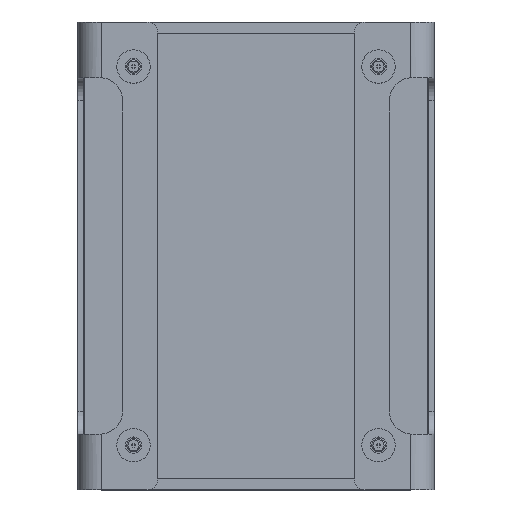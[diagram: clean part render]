
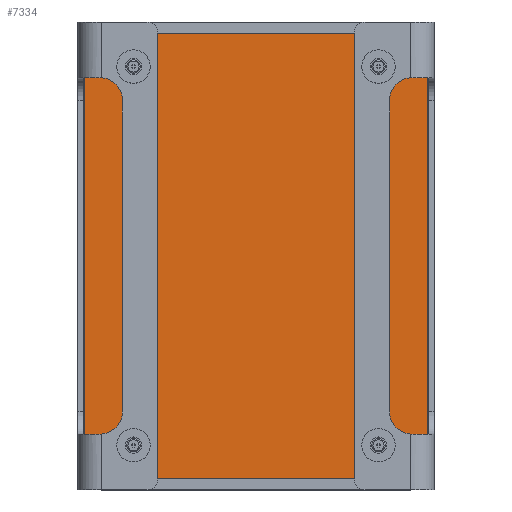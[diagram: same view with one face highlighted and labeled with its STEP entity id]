
A CAD part, top view. The second image highlights one B-rep face of the part: STEP entity #7334.
In plain terms, the highlighted face is planar.
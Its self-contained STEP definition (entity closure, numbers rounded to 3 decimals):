
#1960=CARTESIAN_POINT('',(-56.23,-85.,0.0));
#1961=VERTEX_POINT('',#1960);
#1962=CARTESIAN_POINT('',(-55.0,-85.,0.0));
#1963=DIRECTION('',(0.0,0.0,1.0));
#1964=DIRECTION('',(1.0,0.0,0.0));
#1965=AXIS2_PLACEMENT_3D('',#1962,#1963,#1964);
#1966=CIRCLE('',#1965,1.23);
#1967=EDGE_CURVE('',#1961,#1961,#1966,.T.);
#1988=CARTESIAN_POINT('',(-56.23,85.,0.0));
#1989=VERTEX_POINT('',#1988);
#1990=CARTESIAN_POINT('',(-55.0,85.,0.0));
#1991=DIRECTION('',(0.0,0.0,1.0));
#1992=DIRECTION('',(1.0,0.0,0.0));
#1993=AXIS2_PLACEMENT_3D('',#1990,#1991,#1992);
#1994=CIRCLE('',#1993,1.23);
#1995=EDGE_CURVE('',#1989,#1989,#1994,.T.);
#2016=CARTESIAN_POINT('',(53.77,85.0,0.0));
#2017=VERTEX_POINT('',#2016);
#2018=CARTESIAN_POINT('',(55.0,85.0,0.0));
#2019=DIRECTION('',(0.0,0.0,1.0));
#2020=DIRECTION('',(1.0,0.0,0.0));
#2021=AXIS2_PLACEMENT_3D('',#2018,#2019,#2020);
#2022=CIRCLE('',#2021,1.23);
#2023=EDGE_CURVE('',#2017,#2017,#2022,.T.);
#2044=CARTESIAN_POINT('',(53.77,-85.0,0.0));
#2045=VERTEX_POINT('',#2044);
#2046=CARTESIAN_POINT('',(55.0,-85.0,0.0));
#2047=DIRECTION('',(0.0,0.0,1.0));
#2048=DIRECTION('',(1.0,0.0,0.0));
#2049=AXIS2_PLACEMENT_3D('',#2046,#2047,#2048);
#2050=CIRCLE('',#2049,1.23);
#2051=EDGE_CURVE('',#2045,#2045,#2050,.T.);
#6195=CARTESIAN_POINT('',(77.2,-100.,0.0));
#6196=VERTEX_POINT('',#6195);
#6203=CARTESIAN_POINT('',(77.2,100.0,0.0));
#6204=VERTEX_POINT('',#6203);
#6205=CARTESIAN_POINT('',(77.2,100.0,0.0));
#6206=DIRECTION('',(0.0,-1.0,0.0));
#6207=VECTOR('',#6206,200.0);
#6208=LINE('',#6205,#6207);
#6209=EDGE_CURVE('',#6204,#6196,#6208,.T.);
#6579=CARTESIAN_POINT('',(-77.2,-100.,0.0));
#6580=VERTEX_POINT('',#6579);
#6587=CARTESIAN_POINT('',(77.2,-100.,0.0));
#6588=DIRECTION('',(-1.0,0.0,0.0));
#6589=VECTOR('',#6588,154.4);
#6590=LINE('',#6587,#6589);
#6591=EDGE_CURVE('',#6196,#6580,#6590,.T.);
#6669=CARTESIAN_POINT('',(-77.2,100.0,0.0));
#6670=VERTEX_POINT('',#6669);
#6677=CARTESIAN_POINT('',(-77.2,-100.,0.0));
#6678=DIRECTION('',(0.0,1.0,0.0));
#6679=VECTOR('',#6678,200.0);
#6680=LINE('',#6677,#6679);
#6681=EDGE_CURVE('',#6580,#6670,#6680,.T.);
#7299=CARTESIAN_POINT('',(-77.2,100.0,0.0));
#7300=DIRECTION('',(1.0,0.0,0.0));
#7301=VECTOR('',#7300,154.4);
#7302=LINE('',#7299,#7301);
#7303=EDGE_CURVE('',#6670,#6204,#7302,.T.);
#7311=CARTESIAN_POINT('',(0.0,0.,0.0));
#7312=DIRECTION('',(0.0,0.0,1.0));
#7313=DIRECTION('',(1.0,0.0,0.0));
#7314=AXIS2_PLACEMENT_3D('',#7311,#7312,#7313);
#7315=PLANE('',#7314);
#7316=ORIENTED_EDGE('',*,*,#7303,.T.);
#7317=ORIENTED_EDGE('',*,*,#6209,.T.);
#7318=ORIENTED_EDGE('',*,*,#6591,.T.);
#7319=ORIENTED_EDGE('',*,*,#6681,.T.);
#7320=EDGE_LOOP('',(#7316,#7317,#7318,#7319));
#7321=FACE_OUTER_BOUND('',#7320,.T.);
#7322=ORIENTED_EDGE('',*,*,#1967,.T.);
#7323=EDGE_LOOP('',(#7322));
#7324=FACE_BOUND('',#7323,.T.);
#7325=ORIENTED_EDGE('',*,*,#1995,.T.);
#7326=EDGE_LOOP('',(#7325));
#7327=FACE_BOUND('',#7326,.T.);
#7328=ORIENTED_EDGE('',*,*,#2023,.T.);
#7329=EDGE_LOOP('',(#7328));
#7330=FACE_BOUND('',#7329,.T.);
#7331=ORIENTED_EDGE('',*,*,#2051,.T.);
#7332=EDGE_LOOP('',(#7331));
#7333=FACE_BOUND('',#7332,.T.);
#7334=ADVANCED_FACE('',(#7321,#7324,#7327,#7330,#7333),#7315,.F.);
